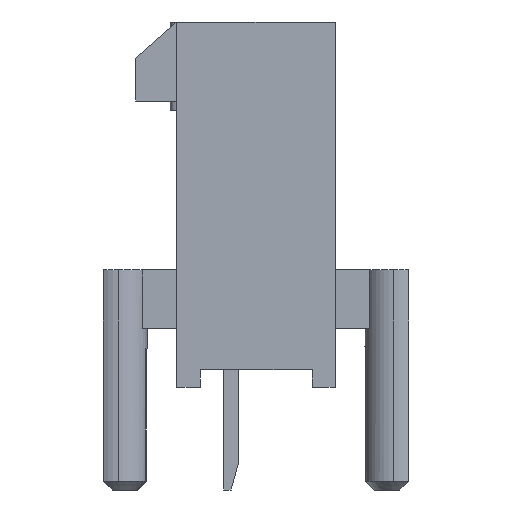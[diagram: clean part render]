
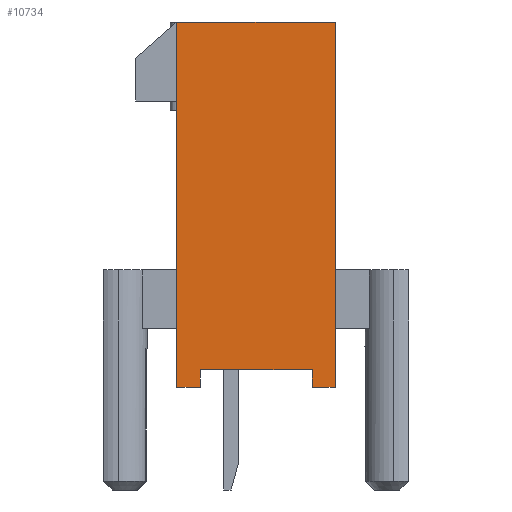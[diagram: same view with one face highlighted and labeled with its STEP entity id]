
A CAD part, left-side view. The second image highlights one B-rep face of the part: STEP entity #10734.
In plain terms, the highlighted planar face has unit normal (-1, 0, 0).
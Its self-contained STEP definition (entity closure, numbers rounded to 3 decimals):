
#156 = VERTEX_POINT ( 'NONE', #11374 ) ;
#505 = CARTESIAN_POINT ( 'NONE',  ( -6.9, 1.046, 0. ) ) ;
#601 = VERTEX_POINT ( 'NONE', #1490 ) ;
#694 = PLANE ( 'NONE',  #4669 ) ;
#931 = VERTEX_POINT ( 'NONE', #1169 ) ;
#1169 = CARTESIAN_POINT ( 'NONE',  ( -6.9, -2.77, 0. ) ) ;
#1490 = CARTESIAN_POINT ( 'NONE',  ( -6.9, 1.046, 0. ) ) ;
#2049 = EDGE_CURVE ( 'NONE', #931, #10095, #4056, .T. ) ;
#2174 = VECTOR ( 'NONE', #13265, 1000. ) ;
#2345 = ORIENTED_EDGE ( 'NONE', *, *, #4843, .F. ) ;
#2505 = VECTOR ( 'NONE', #3869, 1000. ) ;
#2848 = CARTESIAN_POINT ( 'NONE',  ( -6.9, 1.046, 0.6 ) ) ;
#2944 = LINE ( 'NONE', #2848, #17829 ) ;
#3610 = CARTESIAN_POINT ( 'NONE',  ( -6.9, -3.55, 12.45 ) ) ;
#3697 = DIRECTION ( 'NONE',  ( 0., 0., -1. ) ) ;
#3770 = LINE ( 'NONE', #505, #4747 ) ;
#3869 = DIRECTION ( 'NONE',  ( 0., 0., 1. ) ) ;
#3910 = CARTESIAN_POINT ( 'NONE',  ( -6.9, 1.85, 12.45 ) ) ;
#3945 = CARTESIAN_POINT ( 'NONE',  ( -6.9, -2.77, 0.6 ) ) ;
#4056 = LINE ( 'NONE', #15351, #2505 ) ;
#4138 = CARTESIAN_POINT ( 'NONE',  ( -6.9, 1.85, 12.45 ) ) ;
#4669 = AXIS2_PLACEMENT_3D ( 'NONE', #10903, #12336, #16813 ) ;
#4723 = CARTESIAN_POINT ( 'NONE',  ( -6.9, 1.85, 0. ) ) ;
#4747 = VECTOR ( 'NONE', #9582, 1000. ) ;
#4843 = EDGE_CURVE ( 'NONE', #7747, #156, #11353, .T. ) ;
#6130 = ORIENTED_EDGE ( 'NONE', *, *, #2049, .F. ) ;
#6237 = EDGE_CURVE ( 'NONE', #7747, #12739, #18350, .T. ) ;
#7243 = CARTESIAN_POINT ( 'NONE',  ( -6.9, 1.85, 0. ) ) ;
#7515 = VECTOR ( 'NONE', #3697, 1000. ) ;
#7620 = EDGE_CURVE ( 'NONE', #9146, #601, #3770, .T. ) ;
#7710 = VERTEX_POINT ( 'NONE', #18310 ) ;
#7747 = VERTEX_POINT ( 'NONE', #13078 ) ;
#7928 = ORIENTED_EDGE ( 'NONE', *, *, #6237, .T. ) ;
#8737 = CARTESIAN_POINT ( 'NONE',  ( -6.9, 1.046, 0.6 ) ) ;
#9009 = VECTOR ( 'NONE', #14450, 1000. ) ;
#9146 = VERTEX_POINT ( 'NONE', #8737 ) ;
#9333 = EDGE_CURVE ( 'NONE', #931, #7710, #13124, .T. ) ;
#9582 = DIRECTION ( 'NONE',  ( 0., 0., -1. ) ) ;
#9766 = FACE_OUTER_BOUND ( 'NONE', #13409, .T. ) ;
#9834 = EDGE_CURVE ( 'NONE', #12739, #601, #10410, .T. ) ;
#10023 = ORIENTED_EDGE ( 'NONE', *, *, #9333, .T. ) ;
#10095 = VERTEX_POINT ( 'NONE', #3945 ) ;
#10410 = LINE ( 'NONE', #4723, #2174 ) ;
#10622 = ORIENTED_EDGE ( 'NONE', *, *, #7620, .F. ) ;
#10734 = ADVANCED_FACE ( 'NONE', ( #9766 ), #694, .F. ) ;
#10903 = CARTESIAN_POINT ( 'NONE',  ( -6.9, 1.85, 12.45 ) ) ;
#11255 = DIRECTION ( 'NONE',  ( 0., -1., 0. ) ) ;
#11353 = LINE ( 'NONE', #4138, #12681 ) ;
#11374 = CARTESIAN_POINT ( 'NONE',  ( -6.9, -3.55, 12.45 ) ) ;
#11455 = ORIENTED_EDGE ( 'NONE', *, *, #13463, .F. ) ;
#12259 = CARTESIAN_POINT ( 'NONE',  ( -6.9, 1.85, 0. ) ) ;
#12336 = DIRECTION ( 'NONE',  ( 1., 0., 0. ) ) ;
#12681 = VECTOR ( 'NONE', #11255, 1000. ) ;
#12739 = VERTEX_POINT ( 'NONE', #12259 ) ;
#13078 = CARTESIAN_POINT ( 'NONE',  ( -6.9, 1.85, 12.45 ) ) ;
#13124 = LINE ( 'NONE', #7243, #9009 ) ;
#13265 = DIRECTION ( 'NONE',  ( 0., -1., 0. ) ) ;
#13409 = EDGE_LOOP ( 'NONE', ( #13474, #10622, #11455, #6130, #10023, #18345, #2345, #7928 ) ) ;
#13463 = EDGE_CURVE ( 'NONE', #10095, #9146, #2944, .T. ) ;
#13474 = ORIENTED_EDGE ( 'NONE', *, *, #9834, .T. ) ;
#13481 = EDGE_CURVE ( 'NONE', #156, #7710, #18055, .T. ) ;
#13873 = DIRECTION ( 'NONE',  ( 0., 0., -1. ) ) ;
#14450 = DIRECTION ( 'NONE',  ( 0., -1., 0. ) ) ;
#14535 = VECTOR ( 'NONE', #13873, 1000. ) ;
#15351 = CARTESIAN_POINT ( 'NONE',  ( -6.9, -2.77, 0. ) ) ;
#16813 = DIRECTION ( 'NONE',  ( 0., 0., -1. ) ) ;
#17501 = DIRECTION ( 'NONE',  ( 0., 1., 0. ) ) ;
#17829 = VECTOR ( 'NONE', #17501, 1000. ) ;
#18055 = LINE ( 'NONE', #3610, #7515 ) ;
#18310 = CARTESIAN_POINT ( 'NONE',  ( -6.9, -3.55, 0. ) ) ;
#18345 = ORIENTED_EDGE ( 'NONE', *, *, #13481, .F. ) ;
#18350 = LINE ( 'NONE', #3910, #14535 ) ;
